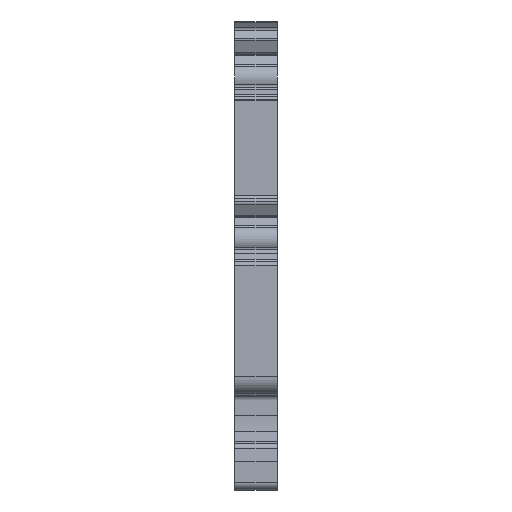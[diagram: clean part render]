
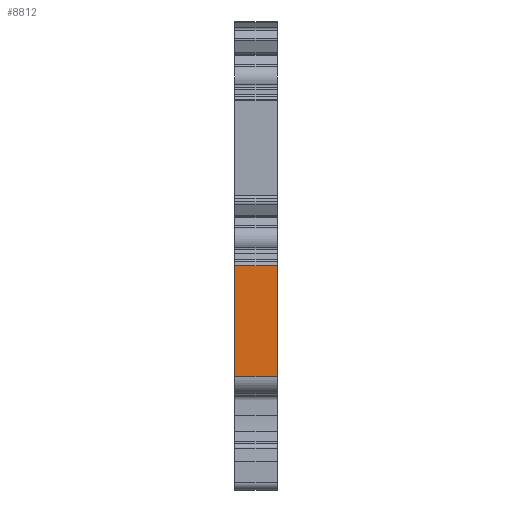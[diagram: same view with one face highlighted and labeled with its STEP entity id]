
A CAD part, left-side view. The second image highlights one B-rep face of the part: STEP entity #8812.
In plain terms, the highlighted planar face has unit normal (-1, 0, 0).
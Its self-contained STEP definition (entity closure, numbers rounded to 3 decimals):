
#1076=ORIENTED_EDGE('',*,*,#2892,.T.);
#1077=ORIENTED_EDGE('',*,*,#2893,.F.);
#1078=ORIENTED_EDGE('',*,*,#2894,.F.);
#1079=ORIENTED_EDGE('',*,*,#2890,.T.);
#2890=EDGE_CURVE('',#3728,#3727,#4380,.T.);
#2892=EDGE_CURVE('',#3727,#3729,#4381,.T.);
#2893=EDGE_CURVE('',#3730,#3729,#4382,.T.);
#2894=EDGE_CURVE('',#3728,#3730,#4383,.T.);
#3727=VERTEX_POINT('',#12537);
#3728=VERTEX_POINT('',#12539);
#3729=VERTEX_POINT('',#12543);
#3730=VERTEX_POINT('',#12545);
#4380=LINE('',#12538,#5070);
#4381=LINE('',#12542,#5071);
#4382=LINE('',#12544,#5072);
#4383=LINE('',#12546,#5073);
#5070=VECTOR('',#10562,1000.);
#5071=VECTOR('',#10567,1000.);
#5072=VECTOR('',#10568,1000.);
#5073=VECTOR('',#10569,1000.);
#5584=EDGE_LOOP('',(#1076,#1077,#1078,#1079));
#5936=FACE_BOUND('',#5584,.T.);
#6210=PLANE('',#9299);
#8812=ADVANCED_FACE('',(#5936),#6210,.F.);
#9299=AXIS2_PLACEMENT_3D('',#12541,#10565,#10566);
#10562=DIRECTION('',(0.,-1.,0.));
#10565=DIRECTION('',(1.,0.,0.));
#10566=DIRECTION('',(0.,0.,-1.));
#10567=DIRECTION('',(0.,0.,1.));
#10568=DIRECTION('',(0.,-1.,0.));
#10569=DIRECTION('',(0.,0.,1.));
#12537=CARTESIAN_POINT('',(-60.1,0.,8.868));
#12538=CARTESIAN_POINT('',(-60.1,6.,8.868));
#12539=CARTESIAN_POINT('',(-60.1,6.,8.868));
#12541=CARTESIAN_POINT('',(-60.1,6.,8.868));
#12542=CARTESIAN_POINT('',(-60.1,0.,8.868));
#12543=CARTESIAN_POINT('',(-60.1,0.,24.711));
#12544=CARTESIAN_POINT('',(-60.1,6.,24.711));
#12545=CARTESIAN_POINT('',(-60.1,6.,24.711));
#12546=CARTESIAN_POINT('',(-60.1,6.,8.868));
